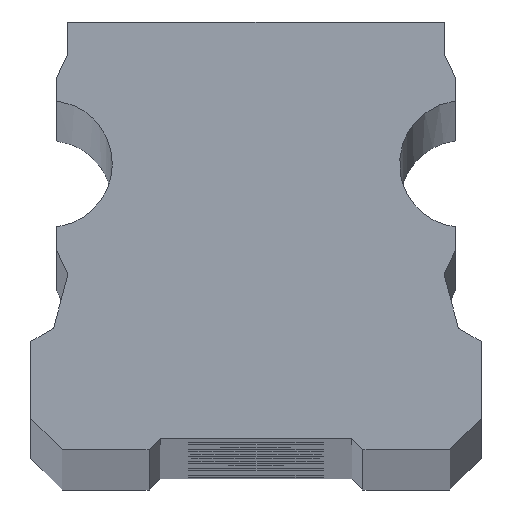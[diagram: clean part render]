
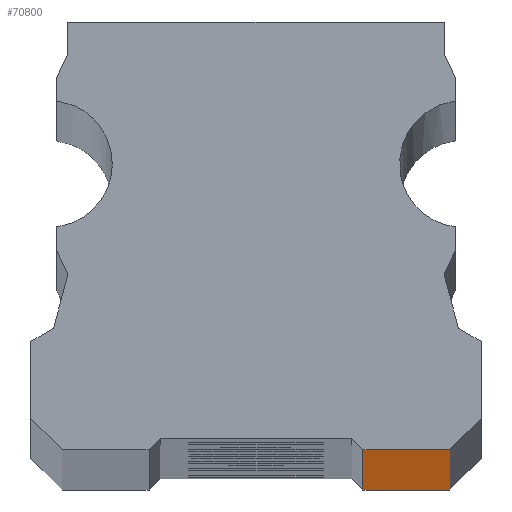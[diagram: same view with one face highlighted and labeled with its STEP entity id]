
A CAD part, top view. The second image highlights one B-rep face of the part: STEP entity #70800.
In plain terms, the highlighted free-form (B-spline) face has degree [1, 1] with [2, 2] control points.
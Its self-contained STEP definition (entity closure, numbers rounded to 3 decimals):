
#65960 = CARTESIAN_POINT ('', (8.6, 0., -510.));
#65970 = VERTEX_POINT ('', #65960);
#66030 = CARTESIAN_POINT ('', (4.75, 0., -510.));
#66040 = VERTEX_POINT ('', #66030);
#66050 = CARTESIAN_POINT ('', (4.75, 0., -510.));
#66060 = CARTESIAN_POINT ('', (8.6, 0., -510.));
#66070 = B_SPLINE_CURVE_WITH_KNOTS ('', 1, (#66050, #66060), .UNSPECIFIED., .F., .U., (2, 2), (0., 1.), .UNSPECIFIED.);
#66080 = EDGE_CURVE ('', #66040, #65970, #66070, .T.);
#68670 = CARTESIAN_POINT ('', (4.75, 0., 510.));
#68680 = VERTEX_POINT ('', #68670);
#68740 = CARTESIAN_POINT ('', (8.6, 0., 510.));
#68750 = VERTEX_POINT ('', #68740);
#68760 = CARTESIAN_POINT ('', (8.6, 0., 510.));
#68770 = CARTESIAN_POINT ('', (4.75, 0., 510.));
#68780 = B_SPLINE_CURVE_WITH_KNOTS ('', 1, (#68760, #68770), .UNSPECIFIED., .F., .U., (2, 2), (0., 1.), .UNSPECIFIED.);
#68790 = EDGE_CURVE ('', #68750, #68680, #68780, .T.);
#70510 = CARTESIAN_POINT ('', (8.6, 0., 510.));
#70520 = CARTESIAN_POINT ('', (8.6, 0., -510.));
#70530 = B_SPLINE_CURVE_WITH_KNOTS ('', 1, (#70510, #70520), .UNSPECIFIED., .F., .U., (2, 2), (0., 1.), .UNSPECIFIED.);
#70540 = EDGE_CURVE ('', #68750, #65970, #70530, .T.);
#70650 = CARTESIAN_POINT ('', (4.75, 0., -510.));
#70660 = CARTESIAN_POINT ('', (4.75, 0., 510.));
#70670 = B_SPLINE_CURVE_WITH_KNOTS ('', 1, (#70650, #70660), .UNSPECIFIED., .F., .U., (2, 2), (0., 1.), .UNSPECIFIED.);
#70680 = EDGE_CURVE ('', #66040, #68680, #70670, .T.);
#70690 = ORIENTED_EDGE ('', *, *, #70680, .F.);
#70700 = ORIENTED_EDGE ('', *, *, #66080, .T.);
#70710 = ORIENTED_EDGE ('', *, *, #70540, .F.);
#70720 = ORIENTED_EDGE ('', *, *, #68790, .T.);
#70730 = EDGE_LOOP ('', (#70690, #70700, #70710, #70720));
#70740 = FACE_OUTER_BOUND ('', #70730, .T.);
#70750 = CARTESIAN_POINT ('', (4.75, 0., 510.));
#70760 = CARTESIAN_POINT ('', (8.6, 0., 510.));
#70770 = CARTESIAN_POINT ('', (4.75, 0., -510.));
#70780 = CARTESIAN_POINT ('', (8.6, 0., -510.));
#70790 = B_SPLINE_SURFACE_WITH_KNOTS ('', 1, 1, ((#70750, #70760), (#70770, #70780)), .UNSPECIFIED., .F., .F., .U., (2, 2), (2, 2), (0., 1.), (0., 1.), .UNSPECIFIED.);
#70800 = ADVANCED_FACE ('', (#70740), #70790, .T.);
